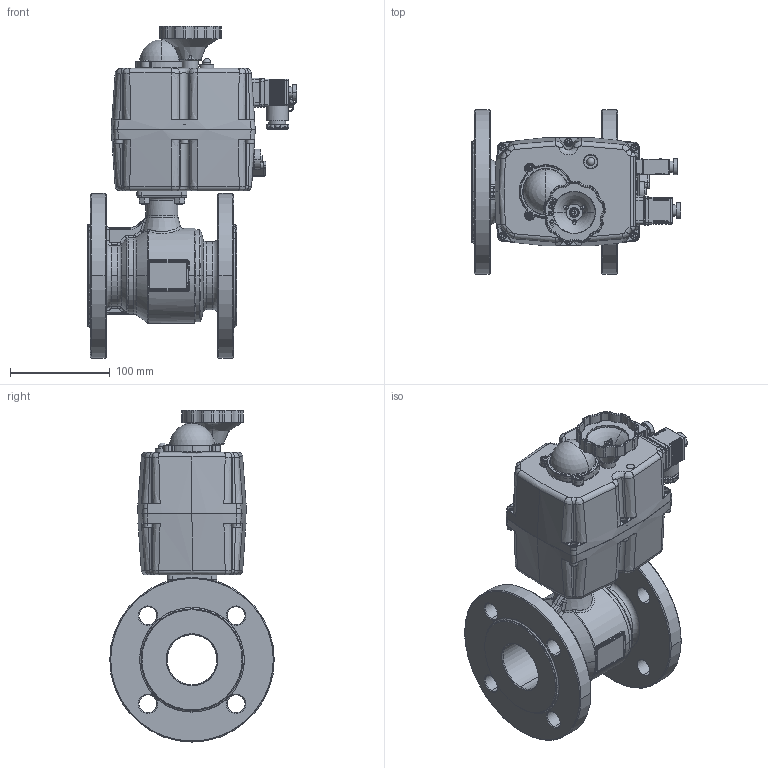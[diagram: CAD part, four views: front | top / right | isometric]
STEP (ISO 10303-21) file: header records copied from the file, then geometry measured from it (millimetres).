
FILE_DESCRIPTION(('HOOPS Exchange Step'),'2;1');
FILE_NAME('EK04_DN50.stp','2025-05-16T10:08:54+02:00',('nieru'),('Unknown organisation'),'HOOPS Exchange 2024.2','HOOPS Exchange','Unknown authorisation');
FILE_SCHEMA( ('AP203_CONFIGURATION_CONTROLLED_3D_DESIGN_OF_MECHANICAL_PARTS_AND_ASSEMBLIES_MIM_LF') );
Length unit declared in the file: millimetre
Products named in the file (4): 0; root
Assembly tree (3 placements, depth 3):
  root
    0
      0
      0
Bounding box: 210.33 x 165 x 332.95 mm (x, y, z)
Volume: 1656744.1 mm3; surface area: 369700.4 mm2
Topology: 48 solids, 1178 shells, 4212 faces, 12924 edges, 9877 vertices
Faces by surface type: cylinder 1449, bspline 955, plane 810, torus 772, cone 167, sphere 59
Full cylindrical faces by diameter (mm): 2.204 x3, 7.825 x1, 11 x1, 11.516 x1, 14 x1, 14.894 x1, 16.5 x1, 30 x1, 45 x1
Entity records: 294237 total; most frequent: CARTESIAN_POINT 190325, ORIENTED_EDGE 20321, DIRECTION 17421, EDGE_CURVE 12797, VERTEX_POINT 9877, AXIS2_PLACEMENT_3D 7096, B_SPLINE_CURVE_WITH_KNOTS 5196, EDGE_LOOP 4416
